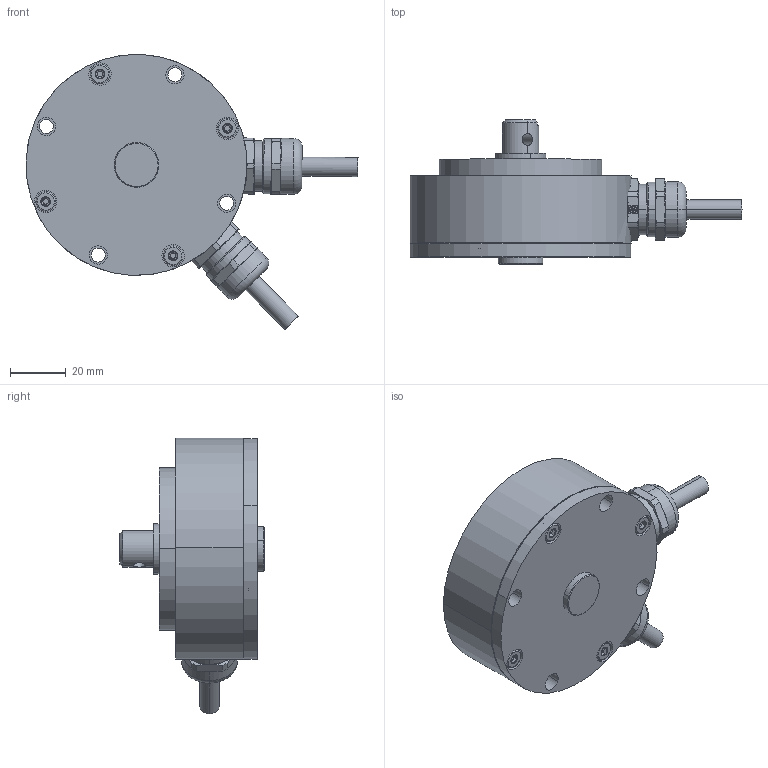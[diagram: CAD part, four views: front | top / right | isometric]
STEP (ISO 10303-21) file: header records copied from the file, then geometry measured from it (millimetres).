
FILE_DESCRIPTION (( 'STEP AP214' ), '1' );
FILE_NAME ('IPX-7941-_ _ _-_ _ _-302.STEP', '2017-09-14T08:22:07', ( 'dummy' ), ( 'Microsoft' ), 'SwSTEP 2.0', 'SolidWorks 2014', '' );
FILE_SCHEMA (( 'AUTOMOTIVE_DESIGN' ));
Length unit declared in the file: millimetre
Products named in the file (1): IPX-7941-_ _ _-_ _ _-302
Bounding box: 118.63 x 51.5 x 98.36 mm (x, y, z)
Surface area: 26926.5 mm2 (no closed solid volume)
Topology: 0 solids, 12 shells, 257 faces, 731 edges, 480 vertices
Faces by surface type: cylinder 90, plane 80, cone 75, torus 12
Entity records: 11689 total; most frequent: CARTESIAN_POINT 2153, DIRECTION 1490, ORIENTED_EDGE 1238, EDGE_CURVE 731, AXIS2_PLACEMENT_3D 603, VERTEX_POINT 480, CIRCLE 345, EDGE_LOOP 300
